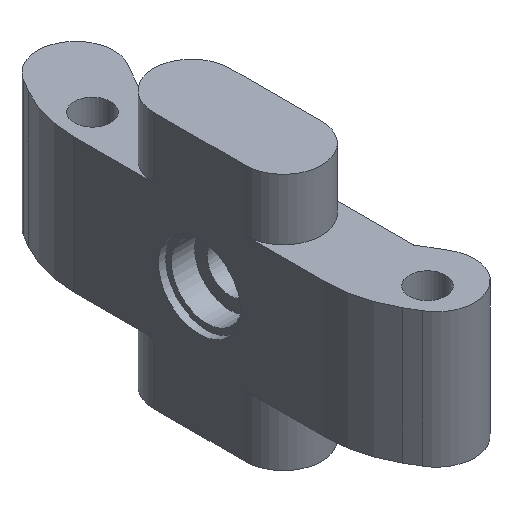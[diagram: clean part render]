
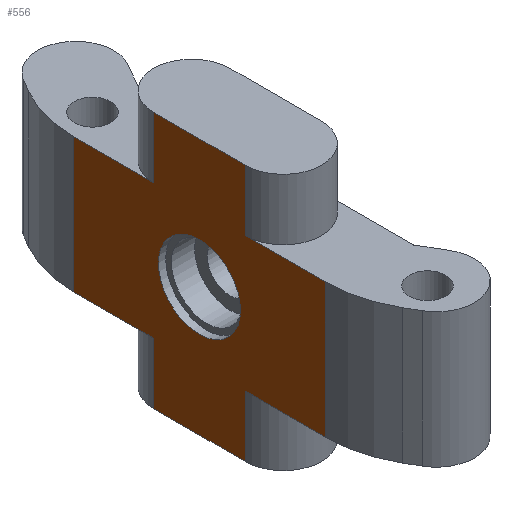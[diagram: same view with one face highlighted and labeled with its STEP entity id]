
A CAD part, isometric view. The second image highlights one B-rep face of the part: STEP entity #556.
In plain terms, the highlighted planar face has unit normal (-1, 0, 0).
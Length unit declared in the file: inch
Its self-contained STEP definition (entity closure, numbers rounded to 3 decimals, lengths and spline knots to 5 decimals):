
#22=FACE_BOUND('',#113,.T.);
#39=PLANE('',#621);
#72=FACE_OUTER_BOUND('',#112,.T.);
#112=EDGE_LOOP('',(#493,#494,#495,#496,#497,#498,#499,#500,#501,#502,#503,
#504));
#113=EDGE_LOOP('',(#505));
#126=LINE('',#858,#171);
#131=LINE('',#874,#176);
#133=LINE('',#882,#178);
#135=LINE('',#886,#180);
#138=LINE('',#895,#183);
#145=LINE('',#919,#190);
#149=LINE('',#928,#194);
#151=LINE('',#934,#196);
#153=LINE('',#940,#198);
#154=LINE('',#943,#199);
#157=LINE('',#949,#202);
#159=LINE('',#953,#204);
#171=VECTOR('',#696,0.3937);
#176=VECTOR('',#713,0.3937);
#178=VECTOR('',#721,0.3937);
#180=VECTOR('',#725,0.3937);
#183=VECTOR('',#734,0.3937);
#190=VECTOR('',#755,0.3937);
#194=VECTOR('',#765,0.3937);
#196=VECTOR('',#771,0.3937);
#198=VECTOR('',#777,0.3937);
#199=VECTOR('',#780,0.3937);
#202=VECTOR('',#787,0.3937);
#204=VECTOR('',#793,0.3937);
#213=CIRCLE('',#577,0.16812);
#243=VERTEX_POINT('',#826);
#253=VERTEX_POINT('',#855);
#254=VERTEX_POINT('',#857);
#259=VERTEX_POINT('',#873);
#261=VERTEX_POINT('',#879);
#263=VERTEX_POINT('',#885);
#266=VERTEX_POINT('',#893);
#274=VERTEX_POINT('',#913);
#276=VERTEX_POINT('',#917);
#278=VERTEX_POINT('',#926);
#280=VERTEX_POINT('',#931);
#282=VERTEX_POINT('',#938);
#283=VERTEX_POINT('',#942);
#297=EDGE_CURVE('',#243,#243,#213,.T.);
#311=EDGE_CURVE('',#254,#253,#126,.T.);
#319=EDGE_CURVE('',#259,#254,#131,.T.);
#323=EDGE_CURVE('',#261,#253,#133,.T.);
#325=EDGE_CURVE('',#259,#263,#135,.T.);
#330=EDGE_CURVE('',#266,#261,#138,.T.);
#341=EDGE_CURVE('',#276,#274,#145,.T.);
#346=EDGE_CURVE('',#276,#278,#149,.T.);
#349=EDGE_CURVE('',#274,#280,#151,.T.);
#352=EDGE_CURVE('',#282,#278,#153,.T.);
#353=EDGE_CURVE('',#280,#283,#154,.T.);
#357=EDGE_CURVE('',#282,#263,#157,.T.);
#359=EDGE_CURVE('',#266,#283,#159,.T.);
#493=ORIENTED_EDGE('',*,*,#359,.T.);
#494=ORIENTED_EDGE('',*,*,#353,.F.);
#495=ORIENTED_EDGE('',*,*,#349,.F.);
#496=ORIENTED_EDGE('',*,*,#341,.F.);
#497=ORIENTED_EDGE('',*,*,#346,.T.);
#498=ORIENTED_EDGE('',*,*,#352,.F.);
#499=ORIENTED_EDGE('',*,*,#357,.T.);
#500=ORIENTED_EDGE('',*,*,#325,.F.);
#501=ORIENTED_EDGE('',*,*,#319,.T.);
#502=ORIENTED_EDGE('',*,*,#311,.T.);
#503=ORIENTED_EDGE('',*,*,#323,.F.);
#504=ORIENTED_EDGE('',*,*,#330,.F.);
#505=ORIENTED_EDGE('',*,*,#297,.T.);
#556=ADVANCED_FACE('',(#72,#22),#39,.T.);
#577=AXIS2_PLACEMENT_3D('',#827,#663,#664);
#621=AXIS2_PLACEMENT_3D('',#952,#791,#792);
#663=DIRECTION('center_axis',(1.,0.,0.));
#664=DIRECTION('ref_axis',(0.,-1.,0.));
#696=DIRECTION('',(0.,0.,1.));
#713=DIRECTION('',(0.,-1.,0.));
#721=DIRECTION('',(0.,-1.,0.));
#725=DIRECTION('',(0.,0.,-1.));
#734=DIRECTION('',(0.,0.,-1.));
#755=DIRECTION('',(0.,0.,1.));
#765=DIRECTION('',(0.,-1.,0.));
#771=DIRECTION('',(0.,-1.,0.));
#777=DIRECTION('',(0.,0.,1.));
#780=DIRECTION('',(0.,0.,1.));
#787=DIRECTION('',(0.,-1.,0.));
#791=DIRECTION('center_axis',(-1.,0.,0.));
#792=DIRECTION('ref_axis',(0.,-1.,0.));
#793=DIRECTION('',(0.,1.,0.));
#826=CARTESIAN_POINT('',(-3.95513,0.16812,0.52559));
#827=CARTESIAN_POINT('Origin',(-3.95513,0.,0.52559));
#855=CARTESIAN_POINT('',(-3.95513,-0.51554,0.80118));
#857=CARTESIAN_POINT('',(-3.95513,-0.51554,0.25));
#858=CARTESIAN_POINT('',(-3.95513,-0.51554,0.25));
#873=CARTESIAN_POINT('',(-3.95513,-0.1875,0.25));
#874=CARTESIAN_POINT('',(-3.95513,0.51554,0.25));
#879=CARTESIAN_POINT('',(-3.95513,-0.1875,0.80118));
#882=CARTESIAN_POINT('',(-3.95513,-0.09375,0.80118));
#885=CARTESIAN_POINT('',(-3.95513,-0.1875,0.));
#886=CARTESIAN_POINT('',(-3.95513,-0.1875,0.25));
#893=CARTESIAN_POINT('',(-3.95513,-0.1875,1.05118));
#895=CARTESIAN_POINT('',(-3.95513,-0.1875,0.25));
#913=CARTESIAN_POINT('',(-3.95513,0.51554,0.80118));
#917=CARTESIAN_POINT('',(-3.95513,0.51554,0.25));
#919=CARTESIAN_POINT('',(-3.95513,0.51554,0.25));
#926=CARTESIAN_POINT('',(-3.95513,0.1875,0.25));
#928=CARTESIAN_POINT('',(-3.95513,0.51554,0.25));
#931=CARTESIAN_POINT('',(-3.95513,0.1875,0.80118));
#934=CARTESIAN_POINT('',(-3.95513,0.25777,0.80118));
#938=CARTESIAN_POINT('',(-3.95513,0.1875,0.));
#940=CARTESIAN_POINT('',(-3.95513,0.1875,0.25));
#942=CARTESIAN_POINT('',(-3.95513,0.1875,1.05118));
#943=CARTESIAN_POINT('',(-3.95513,0.1875,0.25));
#949=CARTESIAN_POINT('',(-3.95513,-0.09375,0.));
#952=CARTESIAN_POINT('Origin',(-3.95513,0.1875,0.25));
#953=CARTESIAN_POINT('',(-3.95513,0.09375,1.05118));
